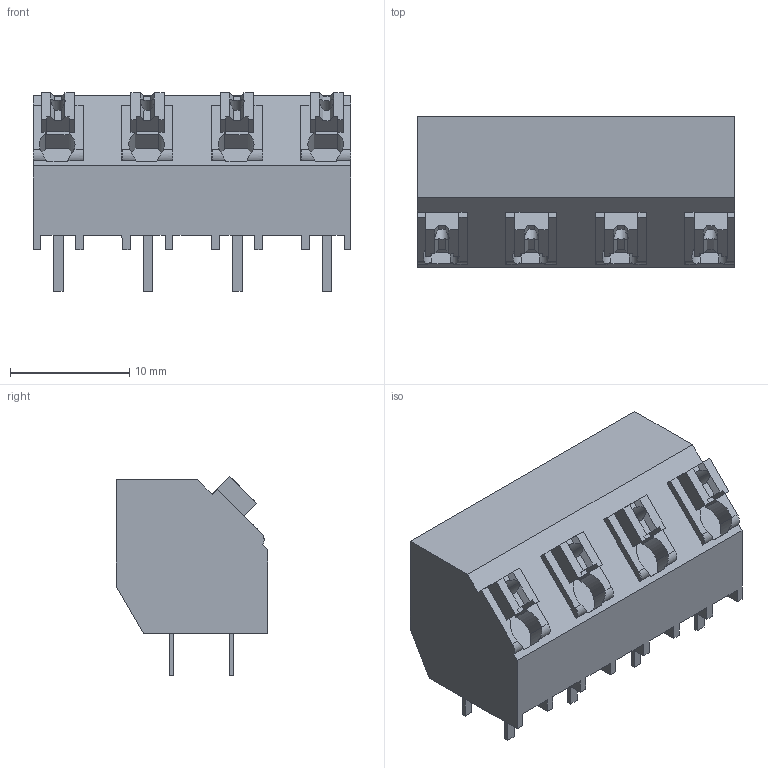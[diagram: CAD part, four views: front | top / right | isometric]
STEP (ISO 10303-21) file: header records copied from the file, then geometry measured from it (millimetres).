
FILE_DESCRIPTION(('CATIA V5 STEP Exchange','CAx-IF Rec.Pracs.--- Model Styling and Organization---1.2---2011-12-15'),'2;1');
FILE_NAME ('D1458659_0_1889000000_1889000000.stp','2018-03-20T14:19:29+00:00',('none'),('Weidmueller'),'CATIA Version 5-6 Release 2014','CATIA V5 STEP AP214','none');
FILE_SCHEMA(('AUTOMOTIVE_DESIGN { 1 0 10303 214 1 1 1 1 }'));
Length unit declared in the file: millimetre
Products named in the file (1): 1889000000 
Bounding box: 26.63 x 12.7 x 16.66 mm (x, y, z)
Volume: 2958.3 mm3; surface area: 2708.1 mm2
Topology: 13 solids, 13 shells, 309 faces, 863 edges, 585 vertices
Faces by surface type: plane 278, cylinder 31
Entity records: 9271 total; most frequent: CARTESIAN_POINT 1798, ORIENTED_EDGE 1726, DIRECTION 1202, EDGE_CURVE 863, VECTOR 768, LINE 768, VERTEX_POINT 585, EDGE_LOOP 322
